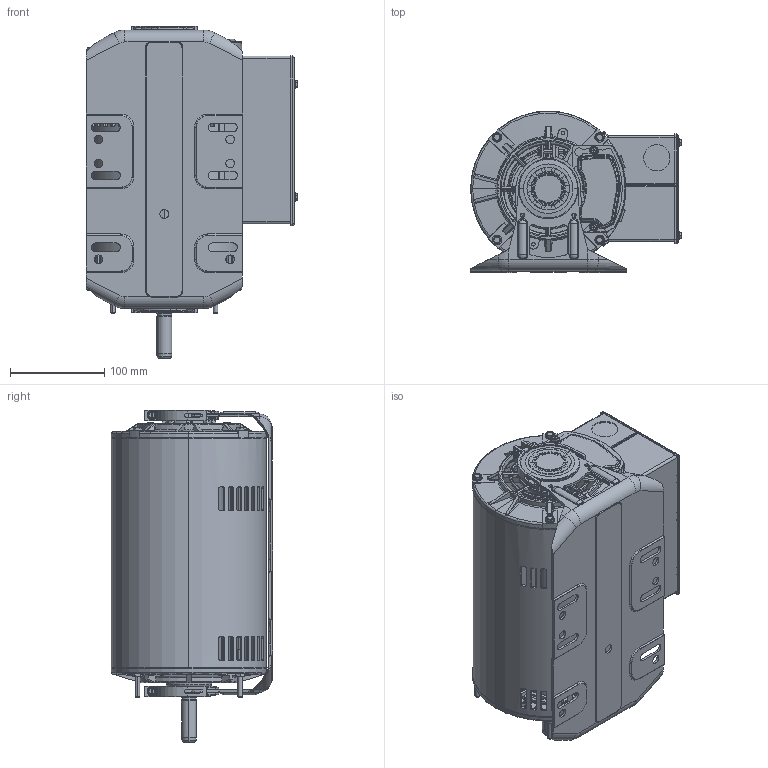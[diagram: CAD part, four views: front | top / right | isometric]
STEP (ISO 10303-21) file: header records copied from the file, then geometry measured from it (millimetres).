
FILE_DESCRIPTION (( 'STEP AP203' ), '1' );
FILE_NAME ('100765-956.STEP', '2018-03-02T19:40:44', ( 'admin' ), ( '' ), 'SwSTEP 2.0', 'SolidWorks 2015', '' );
FILE_SCHEMA (( 'CONFIG_CONTROL_DESIGN' ));
Length unit declared in the file: inch
Products named in the file (1): 100765-956
Bounding box: 223.81 x 171.18 x 351.66 mm (x, y, z)
Volume: 915338.2 mm3; surface area: 727356.2 mm2
Topology: 38 solids, 38 shells, 3965 faces, 10320 edges, 6496 vertices
Faces by surface type: plane 1270, cylinder 1017, cone 622, bspline 571, torus 439, sphere 46
Entity records: 143289 total; most frequent: CARTESIAN_POINT 51195, ORIENTED_EDGE 20512, DIRECTION 17868, EDGE_CURVE 10256, AXIS2_PLACEMENT_3D 7268, VERTEX_POINT 6478, EDGE_LOOP 4324, ADVANCED_FACE 3965
